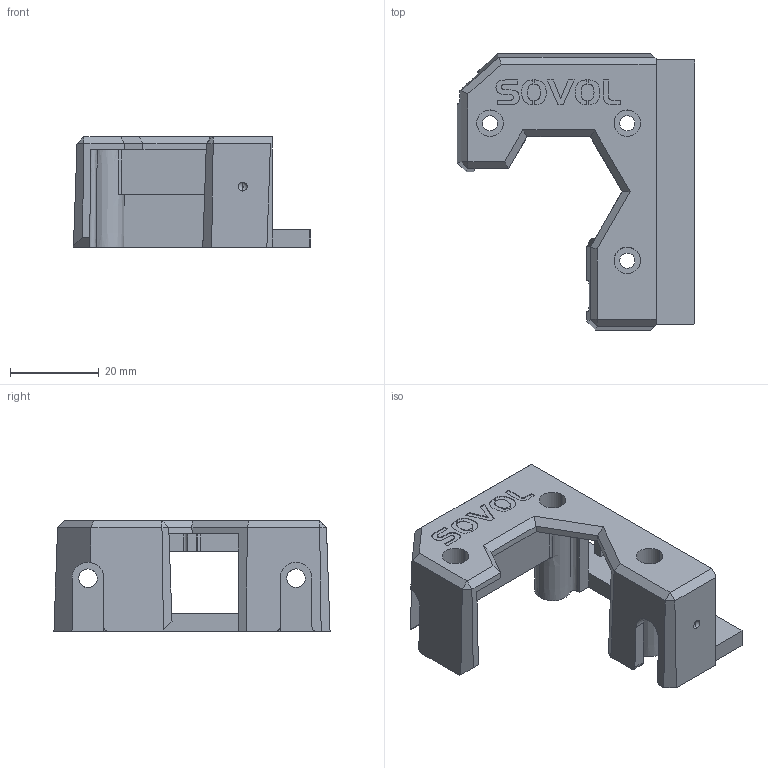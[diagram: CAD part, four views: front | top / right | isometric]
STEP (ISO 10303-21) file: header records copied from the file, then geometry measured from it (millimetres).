
FILE_DESCRIPTION (( 'STEP AP214' ), '1' );
FILE_NAME ('JXHSV06-03002-d X-axis motor mount.step', '2023-01-05T07:13:43', ( '微软用户' ), ( '微软中国' ), 'SwSTEP 2.0', 'SolidWorks 2020', '' );
FILE_SCHEMA (( 'AUTOMOTIVE_DESIGN' ));
Length unit declared in the file: millimetre
Products named in the file (1): JXHSV06-03002-d X-axis motor mount
Bounding box: 53.57 x 62.37 x 25 mm (x, y, z)
Volume: 16271 mm3; surface area: 12957.4 mm2
Topology: 1 solids, 1 shells, 280 faces, 790 edges, 523 vertices
Faces by surface type: plane 152, bspline 92, cylinder 25, cone 9, torus 2
Entity records: 10350 total; most frequent: CARTESIAN_POINT 3744, ORIENTED_EDGE 1580, DIRECTION 996, EDGE_CURVE 790, VERTEX_POINT 523, LINE 508, VECTOR 508, EDGE_LOOP 303
